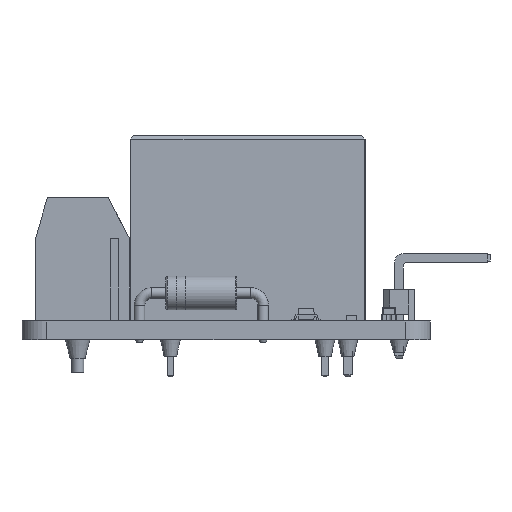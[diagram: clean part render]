
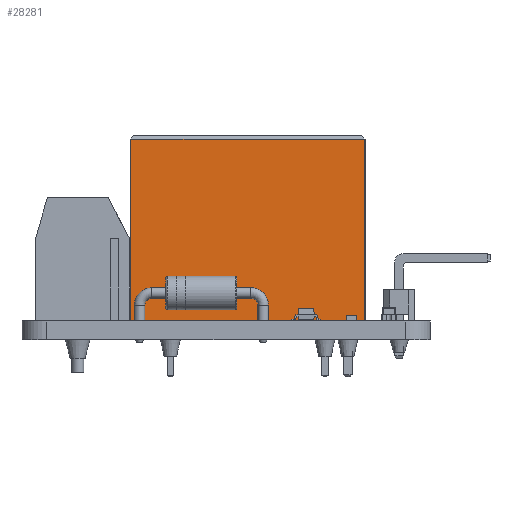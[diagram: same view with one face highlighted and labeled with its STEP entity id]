
A CAD part, front view. The second image highlights one B-rep face of the part: STEP entity #28281.
In plain terms, the highlighted planar face has unit normal (0, -1, 0).
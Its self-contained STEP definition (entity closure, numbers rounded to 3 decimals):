
#28242=CARTESIAN_POINT('',(11.253,-5.496,0.75));
#28243=DIRECTION('',(0.0,1.0,0.0));
#28244=DIRECTION('',(0.0,0.0,-1.0));
#28245=AXIS2_PLACEMENT_3D('',#28242,#28243,#28244);
#28246=PLANE('',#28245);
#28247=CARTESIAN_POINT('',(11.203,-5.496,15.45));
#28248=VERTEX_POINT('',#28247);
#28249=CARTESIAN_POINT('',(-7.697,-5.496,15.45));
#28250=VERTEX_POINT('',#28249);
#28251=CARTESIAN_POINT('',(11.203,-5.496,15.45));
#28252=DIRECTION('',(-1.0,0.0,0.0));
#28253=VECTOR('',#28252,18.9);
#28254=LINE('',#28251,#28253);
#28255=EDGE_CURVE('',#28248,#28250,#28254,.T.);
#28256=ORIENTED_EDGE('',*,*,#28255,.T.);
#28257=CARTESIAN_POINT('',(-7.697,-5.496,0.75));
#28258=VERTEX_POINT('',#28257);
#28259=CARTESIAN_POINT('',(-7.697,-5.496,15.45));
#28260=DIRECTION('',(0.0,0.0,-1.0));
#28261=VECTOR('',#28260,14.7);
#28262=LINE('',#28259,#28261);
#28263=EDGE_CURVE('',#28250,#28258,#28262,.T.);
#28264=ORIENTED_EDGE('',*,*,#28263,.T.);
#28265=CARTESIAN_POINT('',(11.203,-5.496,0.75));
#28266=VERTEX_POINT('',#28265);
#28267=CARTESIAN_POINT('',(11.203,-5.496,0.75));
#28268=DIRECTION('',(-1.0,0.0,0.0));
#28269=VECTOR('',#28268,18.9);
#28270=LINE('',#28267,#28269);
#28271=EDGE_CURVE('',#28266,#28258,#28270,.T.);
#28272=ORIENTED_EDGE('',*,*,#28271,.F.);
#28273=CARTESIAN_POINT('',(11.203,-5.496,0.75));
#28274=DIRECTION('',(0.0,0.0,1.0));
#28275=VECTOR('',#28274,14.7);
#28276=LINE('',#28273,#28275);
#28277=EDGE_CURVE('',#28266,#28248,#28276,.T.);
#28278=ORIENTED_EDGE('',*,*,#28277,.T.);
#28279=EDGE_LOOP('',(#28256,#28264,#28272,#28278));
#28280=FACE_OUTER_BOUND('',#28279,.T.);
#28281=ADVANCED_FACE('',(#28280),#28246,.F.);
